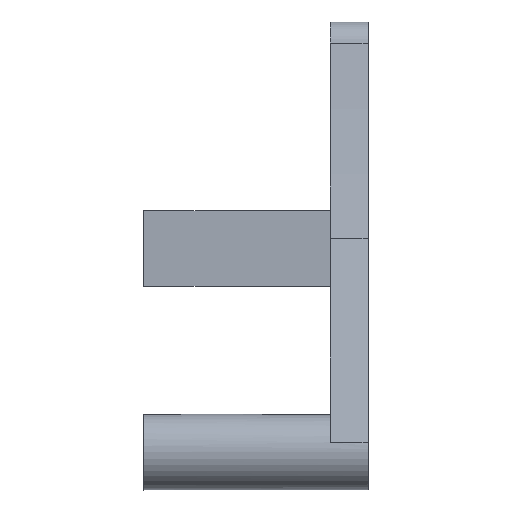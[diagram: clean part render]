
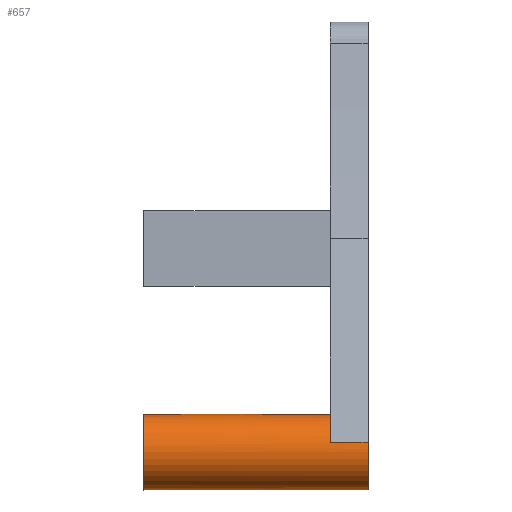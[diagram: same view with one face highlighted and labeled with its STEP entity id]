
A CAD part, left-side view. The second image highlights one B-rep face of the part: STEP entity #657.
In plain terms, the highlighted cylindrical face has radius 3 mm (diameter 6 mm), a full revolution.
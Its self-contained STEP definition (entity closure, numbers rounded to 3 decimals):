
#54=FACE_OUTER_BOUND('',#93,.T.);
#93=EDGE_LOOP('',(#504,#505,#506,#507,#508,#509,#510,#511));
#128=LINE('',#992,#190);
#148=LINE('',#1064,#210);
#149=LINE('',#1067,#211);
#190=VECTOR('',#791,10.);
#210=VECTOR('',#859,3.);
#211=VECTOR('',#862,10.);
#259=CIRCLE('',#714,3.);
#260=CIRCLE('',#715,3.);
#268=CIRCLE('',#728,3.);
#269=CIRCLE('',#729,3.);
#290=VERTEX_POINT('',#989);
#291=VERTEX_POINT('',#991);
#301=VERTEX_POINT('',#1016);
#302=VERTEX_POINT('',#1018);
#319=VERTEX_POINT('',#1062);
#320=VERTEX_POINT('',#1065);
#356=EDGE_CURVE('',#291,#290,#128,.T.);
#369=EDGE_CURVE('',#291,#301,#259,.T.);
#370=EDGE_CURVE('',#301,#302,#260,.T.);
#392=EDGE_CURVE('',#319,#319,#268,.T.);
#393=EDGE_CURVE('',#319,#301,#148,.T.);
#394=EDGE_CURVE('',#290,#320,#269,.T.);
#395=EDGE_CURVE('',#302,#320,#149,.T.);
#504=ORIENTED_EDGE('',*,*,#392,.F.);
#505=ORIENTED_EDGE('',*,*,#393,.T.);
#506=ORIENTED_EDGE('',*,*,#369,.F.);
#507=ORIENTED_EDGE('',*,*,#356,.T.);
#508=ORIENTED_EDGE('',*,*,#394,.T.);
#509=ORIENTED_EDGE('',*,*,#395,.F.);
#510=ORIENTED_EDGE('',*,*,#370,.F.);
#511=ORIENTED_EDGE('',*,*,#393,.F.);
#638=CYLINDRICAL_SURFACE('',#727,3.);
#657=ADVANCED_FACE('',(#54),#638,.T.);
#714=AXIS2_PLACEMENT_3D('',#1017,#815,#816);
#715=AXIS2_PLACEMENT_3D('',#1019,#817,#818);
#727=AXIS2_PLACEMENT_3D('',#1061,#855,#856);
#728=AXIS2_PLACEMENT_3D('',#1063,#857,#858);
#729=AXIS2_PLACEMENT_3D('',#1066,#860,#861);
#791=DIRECTION('',(0.,1.,0.));
#815=DIRECTION('center_axis',(0.,-1.,0.));
#816=DIRECTION('ref_axis',(1.,0.,0.));
#817=DIRECTION('center_axis',(0.,-1.,0.));
#818=DIRECTION('ref_axis',(1.,0.,0.));
#855=DIRECTION('center_axis',(0.,1.,0.));
#856=DIRECTION('ref_axis',(1.,0.,0.));
#857=DIRECTION('center_axis',(0.,1.,0.));
#858=DIRECTION('ref_axis',(-1.,0.,0.));
#859=DIRECTION('',(0.,-1.,0.));
#860=DIRECTION('center_axis',(0.,1.,0.));
#861=DIRECTION('ref_axis',(1.,0.,0.));
#862=DIRECTION('',(0.,1.,0.));
#989=CARTESIAN_POINT('',(-19.517,-8.678,28.155));
#991=CARTESIAN_POINT('',(-19.517,-11.678,28.155));
#992=CARTESIAN_POINT('',(-19.517,-11.678,28.155));
#1016=CARTESIAN_POINT('',(-19.62,-11.678,27.376));
#1017=CARTESIAN_POINT('Origin',(-16.62,-11.678,27.376));
#1018=CARTESIAN_POINT('',(-13.627,-11.678,27.172));
#1019=CARTESIAN_POINT('Origin',(-16.62,-11.678,27.376));
#1061=CARTESIAN_POINT('Origin',(-16.62,-11.678,27.376));
#1062=CARTESIAN_POINT('',(-19.62,6.122,27.376));
#1063=CARTESIAN_POINT('Origin',(-16.62,6.122,27.376));
#1064=CARTESIAN_POINT('',(-19.62,-11.678,27.376));
#1065=CARTESIAN_POINT('',(-13.627,-8.678,27.172));
#1066=CARTESIAN_POINT('Origin',(-16.62,-8.678,27.376));
#1067=CARTESIAN_POINT('',(-13.627,-11.678,27.172));
